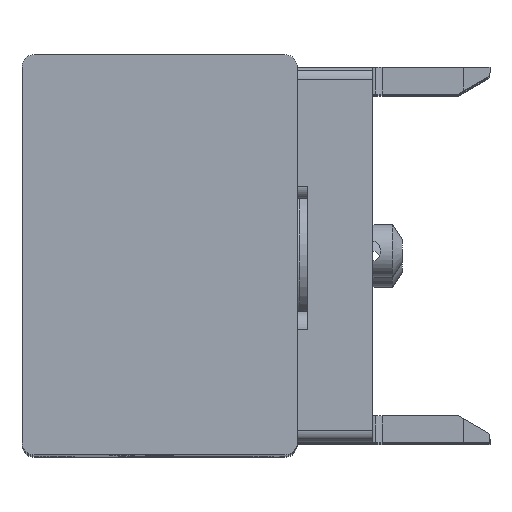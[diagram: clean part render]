
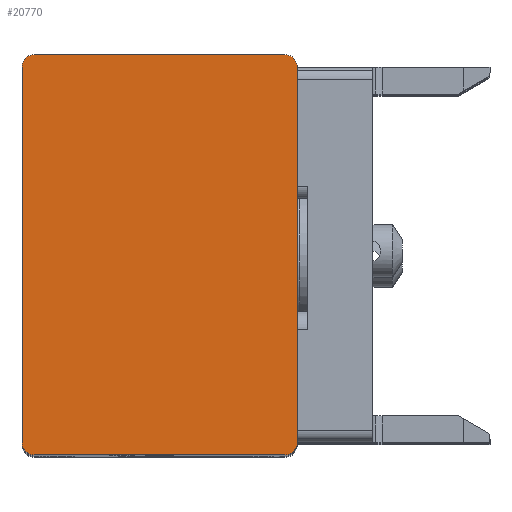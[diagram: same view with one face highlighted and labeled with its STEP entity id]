
A CAD part, top view. The second image highlights one B-rep face of the part: STEP entity #20770.
In plain terms, the highlighted face is planar.
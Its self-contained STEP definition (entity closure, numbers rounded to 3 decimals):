
#20076=CARTESIAN_POINT('',(-15.707,16.,10.707));
#20077=VERTEX_POINT('',#20076);
#20093=CARTESIAN_POINT('',(-15.0,16.,11.0));
#20094=VERTEX_POINT('',#20093);
#20101=CARTESIAN_POINT('',(-15.0,16.,10.0));
#20102=DIRECTION('',(0.0,-1.,0.0));
#20103=DIRECTION('',(-0.707,0.0,0.707));
#20104=AXIS2_PLACEMENT_3D('',#20101,#20102,#20103);
#20105=CIRCLE('',#20104,1.);
#20106=EDGE_CURVE('',#20094,#20077,#20105,.T.);
#20116=CARTESIAN_POINT('',(15.707,16.,10.707));
#20117=VERTEX_POINT('',#20116);
#20126=CARTESIAN_POINT('',(15.,16.,11.0));
#20127=VERTEX_POINT('',#20126);
#20128=CARTESIAN_POINT('',(15.,16.,10.0));
#20129=DIRECTION('',(0.0,-1.,0.0));
#20130=DIRECTION('',(0.707,0.0,0.707));
#20131=AXIS2_PLACEMENT_3D('',#20128,#20129,#20130);
#20132=CIRCLE('',#20131,1.);
#20133=EDGE_CURVE('',#20117,#20127,#20132,.T.);
#20160=CARTESIAN_POINT('',(15.707,16.,-10.707));
#20161=VERTEX_POINT('',#20160);
#20177=CARTESIAN_POINT('',(15.,16.,-11.0));
#20178=VERTEX_POINT('',#20177);
#20185=CARTESIAN_POINT('',(15.,16.,-10.0));
#20186=DIRECTION('',(0.0,-1.,0.0));
#20187=DIRECTION('',(0.707,0.0,-0.707));
#20188=AXIS2_PLACEMENT_3D('',#20185,#20186,#20187);
#20189=CIRCLE('',#20188,1.);
#20190=EDGE_CURVE('',#20178,#20161,#20189,.T.);
#20200=CARTESIAN_POINT('',(-15.707,16.,-10.707));
#20201=VERTEX_POINT('',#20200);
#20210=CARTESIAN_POINT('',(-15.0,16.,-11.0));
#20211=VERTEX_POINT('',#20210);
#20212=CARTESIAN_POINT('',(-15.0,16.,-10.0));
#20213=DIRECTION('',(0.0,-1.,0.0));
#20214=DIRECTION('',(-0.707,0.0,-0.707));
#20215=AXIS2_PLACEMENT_3D('',#20212,#20213,#20214);
#20216=CIRCLE('',#20215,1.);
#20217=EDGE_CURVE('',#20201,#20211,#20216,.T.);
#20544=CARTESIAN_POINT('',(-16.0,16.,-10.0));
#20545=VERTEX_POINT('',#20544);
#20552=CARTESIAN_POINT('',(-15.0,16.,-10.0));
#20553=DIRECTION('',(0.0,-1.,0.0));
#20554=DIRECTION('',(-0.707,0.0,-0.707));
#20555=AXIS2_PLACEMENT_3D('',#20552,#20553,#20554);
#20556=CIRCLE('',#20555,1.);
#20557=EDGE_CURVE('',#20545,#20201,#20556,.T.);
#20576=CARTESIAN_POINT('',(-16.0,16.,10.0));
#20577=VERTEX_POINT('',#20576);
#20584=CARTESIAN_POINT('',(-16.0,16.,-10.0));
#20585=DIRECTION('',(0.0,0.0,1.0));
#20586=VECTOR('',#20585,20.0);
#20587=LINE('',#20584,#20586);
#20588=EDGE_CURVE('',#20545,#20577,#20587,.T.);
#20656=CARTESIAN_POINT('',(16.0,16.,-10.0));
#20657=VERTEX_POINT('',#20656);
#20658=CARTESIAN_POINT('',(15.,16.,-10.0));
#20659=DIRECTION('',(0.0,-1.,0.0));
#20660=DIRECTION('',(0.707,0.0,-0.707));
#20661=AXIS2_PLACEMENT_3D('',#20658,#20659,#20660);
#20662=CIRCLE('',#20661,1.);
#20663=EDGE_CURVE('',#20161,#20657,#20662,.T.);
#20681=CARTESIAN_POINT('',(16.0,16.,10.0));
#20682=VERTEX_POINT('',#20681);
#20683=CARTESIAN_POINT('',(16.0,16.,-10.0));
#20684=DIRECTION('',(0.0,0.0,1.0));
#20685=VECTOR('',#20684,20.0);
#20686=LINE('',#20683,#20685);
#20687=EDGE_CURVE('',#20657,#20682,#20686,.T.);
#20729=CARTESIAN_POINT('',(-16.0,16.,-11.0));
#20730=DIRECTION('',(0.0,1.0,0.0));
#20731=DIRECTION('',(0.0,0.0,1.0));
#20732=AXIS2_PLACEMENT_3D('',#20729,#20730,#20731);
#20733=PLANE('',#20732);
#20734=ORIENTED_EDGE('',*,*,#20557,.F.);
#20735=ORIENTED_EDGE('',*,*,#20588,.T.);
#20736=CARTESIAN_POINT('',(-15.0,16.,10.0));
#20737=DIRECTION('',(0.0,-1.,0.0));
#20738=DIRECTION('',(-0.707,0.0,0.707));
#20739=AXIS2_PLACEMENT_3D('',#20736,#20737,#20738);
#20740=CIRCLE('',#20739,1.);
#20741=EDGE_CURVE('',#20077,#20577,#20740,.T.);
#20742=ORIENTED_EDGE('',*,*,#20741,.F.);
#20743=ORIENTED_EDGE('',*,*,#20106,.F.);
#20744=CARTESIAN_POINT('',(-15.0,16.,11.0));
#20745=DIRECTION('',(1.0,0.0,0.0));
#20746=VECTOR('',#20745,30.0);
#20747=LINE('',#20744,#20746);
#20748=EDGE_CURVE('',#20094,#20127,#20747,.T.);
#20749=ORIENTED_EDGE('',*,*,#20748,.T.);
#20750=ORIENTED_EDGE('',*,*,#20133,.F.);
#20751=CARTESIAN_POINT('',(15.,16.,10.0));
#20752=DIRECTION('',(0.0,-1.,0.0));
#20753=DIRECTION('',(0.707,0.0,0.707));
#20754=AXIS2_PLACEMENT_3D('',#20751,#20752,#20753);
#20755=CIRCLE('',#20754,1.);
#20756=EDGE_CURVE('',#20682,#20117,#20755,.T.);
#20757=ORIENTED_EDGE('',*,*,#20756,.F.);
#20758=ORIENTED_EDGE('',*,*,#20687,.F.);
#20759=ORIENTED_EDGE('',*,*,#20663,.F.);
#20760=ORIENTED_EDGE('',*,*,#20190,.F.);
#20761=CARTESIAN_POINT('',(15.,16.,-11.0));
#20762=DIRECTION('',(-1.0,0.0,0.0));
#20763=VECTOR('',#20762,30.0);
#20764=LINE('',#20761,#20763);
#20765=EDGE_CURVE('',#20178,#20211,#20764,.T.);
#20766=ORIENTED_EDGE('',*,*,#20765,.T.);
#20767=ORIENTED_EDGE('',*,*,#20217,.F.);
#20768=EDGE_LOOP('',(#20734,#20735,#20742,#20743,#20749,#20750,#20757,#20758,#20759,#20760,#20766,#20767));
#20769=FACE_OUTER_BOUND('',#20768,.T.);
#20770=ADVANCED_FACE('',(#20769),#20733,.T.);
